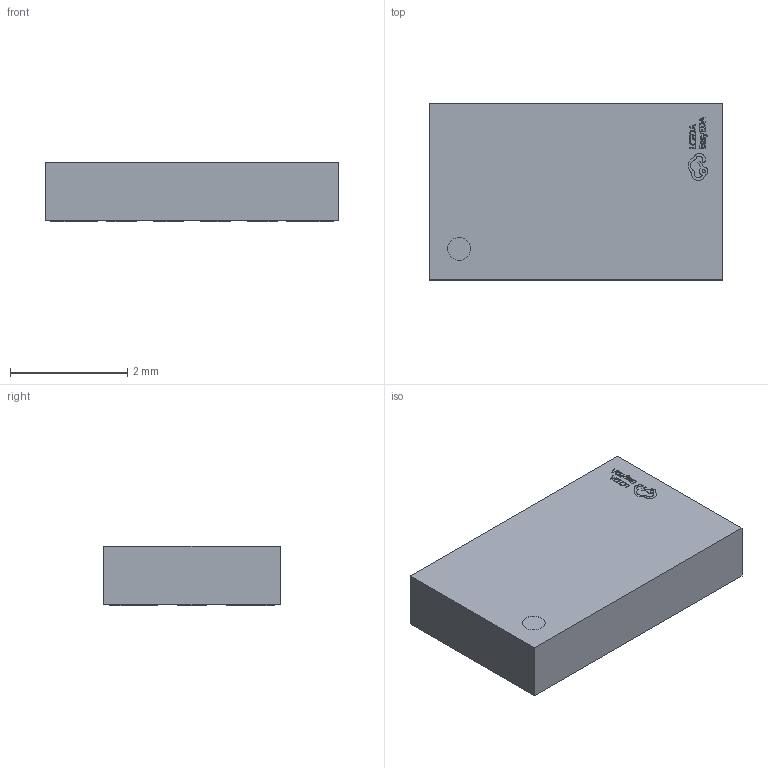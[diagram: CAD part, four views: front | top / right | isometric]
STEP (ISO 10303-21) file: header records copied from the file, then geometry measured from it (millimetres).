
FILE_DESCRIPTION (( 'STEP AP214' ), '1' );
FILE_NAME ('LGA-14_L5.0-W3.0-P0.80-BL-1.step', '2024-01-11T01:32:08', ( '' ), ( '' ), 'SwSTEP 2.0', 'SolidWorks 2020', '' );
FILE_SCHEMA (( 'AUTOMOTIVE_DESIGN' ));
Length unit declared in the file: millimetre
Products named in the file (1): LGA-14_L5.0-W3.0-P0.80-BL-1
Bounding box: 5 x 3 x 1.02 mm (x, y, z)
Volume: 15.1 mm3; surface area: 46.7 mm2
Topology: 1 solids, 1 shells, 304 faces, 804 edges, 536 vertices
Faces by surface type: plane 204, bspline 98, cylinder 2
Entity records: 13202 total; most frequent: CARTESIAN_POINT 2951, ORIENTED_EDGE 1608, DIRECTION 1022, EDGE_CURVE 804, VECTOR 600, LINE 600, VERTEX_POINT 536, EDGE_LOOP 338
